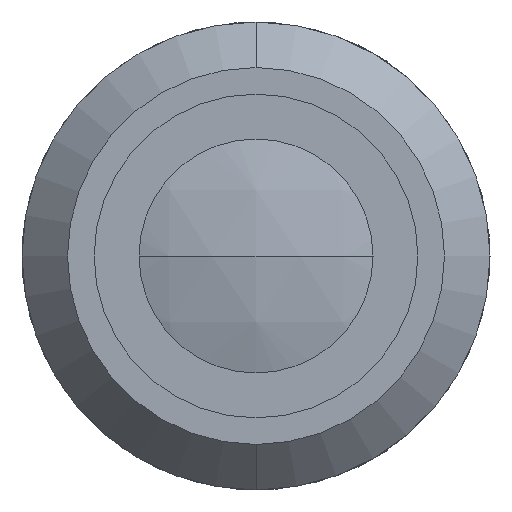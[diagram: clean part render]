
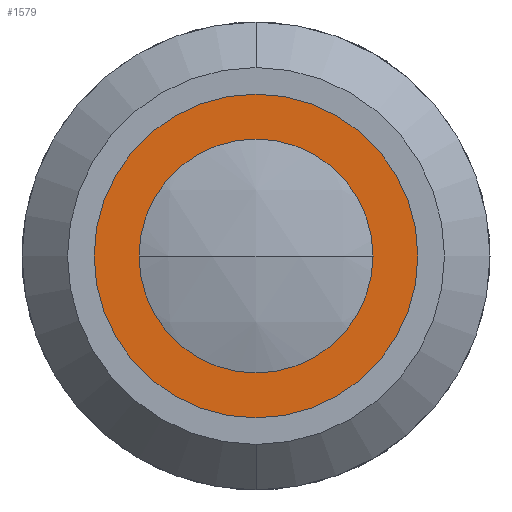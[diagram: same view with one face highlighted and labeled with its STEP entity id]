
A CAD part, left-side view. The second image highlights one B-rep face of the part: STEP entity #1579.
In plain terms, the highlighted planar face has unit normal (-1, 0, 0).
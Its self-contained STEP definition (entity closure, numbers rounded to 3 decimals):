
#137 = EDGE_CURVE ( 'NONE', #3852, #1761, #1368, .T. ) ;
#184 = CIRCLE ( 'NONE', #3097, 9. ) ;
#449 = AXIS2_PLACEMENT_3D ( 'NONE', #718, #2716, #3489 ) ;
#674 = FACE_OUTER_BOUND ( 'NONE', #4138, .T. ) ;
#718 = CARTESIAN_POINT ( 'NONE',  ( 3.5, 0., 0. ) ) ;
#901 = DIRECTION ( 'NONE',  ( -1., 0., 0. ) ) ;
#926 = PLANE ( 'NONE',  #1597 ) ;
#932 = CARTESIAN_POINT ( 'NONE',  ( 3.5, 0., 13.2 ) ) ;
#1045 = CIRCLE ( 'NONE', #1264, 13.2 ) ;
#1264 = AXIS2_PLACEMENT_3D ( 'NONE', #2155, #3187, #4195 ) ;
#1291 = DIRECTION ( 'NONE',  ( -1., 0., 0. ) ) ;
#1310 = FACE_BOUND ( 'NONE', #1869, .T. ) ;
#1368 = CIRCLE ( 'NONE', #3939, 9. ) ;
#1579 = ADVANCED_FACE ( 'NONE', ( #1310, #674 ), #926, .F. ) ;
#1597 = AXIS2_PLACEMENT_3D ( 'NONE', #3041, #3425, #1651 ) ;
#1611 = CIRCLE ( 'NONE', #449, 13.2 ) ;
#1651 = DIRECTION ( 'NONE',  ( 0., 0., -1. ) ) ;
#1761 = VERTEX_POINT ( 'NONE', #3924 ) ;
#1869 = EDGE_LOOP ( 'NONE', ( #2674, #4321 ) ) ;
#2084 = ORIENTED_EDGE ( 'NONE', *, *, #3309, .T. ) ;
#2155 = CARTESIAN_POINT ( 'NONE',  ( 3.5, 0., 0. ) ) ;
#2160 = ORIENTED_EDGE ( 'NONE', *, *, #4470, .T. ) ;
#2192 = CARTESIAN_POINT ( 'NONE',  ( 3.5, 0., 0. ) ) ;
#2532 = VERTEX_POINT ( 'NONE', #3219 ) ;
#2601 = CARTESIAN_POINT ( 'NONE',  ( 3.5, 0., -9. ) ) ;
#2615 = DIRECTION ( 'NONE',  ( 0., 0., 1. ) ) ;
#2674 = ORIENTED_EDGE ( 'NONE', *, *, #3059, .F. ) ;
#2716 = DIRECTION ( 'NONE',  ( -1., 0., 0. ) ) ;
#2971 = DIRECTION ( 'NONE',  ( 0., 0., 1. ) ) ;
#3041 = CARTESIAN_POINT ( 'NONE',  ( 3.5, 13.2, 0. ) ) ;
#3059 = EDGE_CURVE ( 'NONE', #1761, #3852, #184, .T. ) ;
#3097 = AXIS2_PLACEMENT_3D ( 'NONE', #3656, #901, #2615 ) ;
#3187 = DIRECTION ( 'NONE',  ( -1., 0., 0. ) ) ;
#3219 = CARTESIAN_POINT ( 'NONE',  ( 3.5, 0., -13.2 ) ) ;
#3309 = EDGE_CURVE ( 'NONE', #4074, #2532, #1045, .T. ) ;
#3425 = DIRECTION ( 'NONE',  ( 1., 0., 0. ) ) ;
#3489 = DIRECTION ( 'NONE',  ( 0., 0., 1. ) ) ;
#3656 = CARTESIAN_POINT ( 'NONE',  ( 3.5, 0., 0. ) ) ;
#3852 = VERTEX_POINT ( 'NONE', #2601 ) ;
#3924 = CARTESIAN_POINT ( 'NONE',  ( 3.5, 0., 9. ) ) ;
#3939 = AXIS2_PLACEMENT_3D ( 'NONE', #2192, #1291, #2971 ) ;
#4074 = VERTEX_POINT ( 'NONE', #932 ) ;
#4138 = EDGE_LOOP ( 'NONE', ( #2084, #2160 ) ) ;
#4195 = DIRECTION ( 'NONE',  ( 0., 0., 1. ) ) ;
#4321 = ORIENTED_EDGE ( 'NONE', *, *, #137, .F. ) ;
#4470 = EDGE_CURVE ( 'NONE', #2532, #4074, #1611, .T. ) ;
